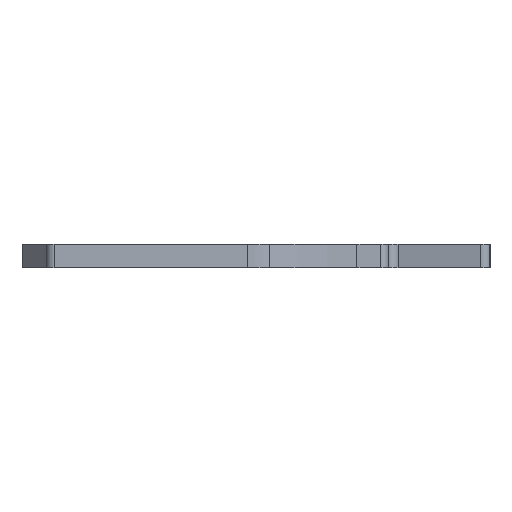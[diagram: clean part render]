
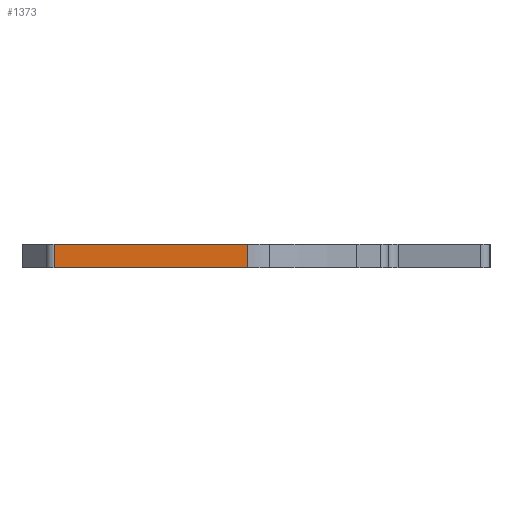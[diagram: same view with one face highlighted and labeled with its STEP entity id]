
A CAD part, left-side view. The second image highlights one B-rep face of the part: STEP entity #1373.
In plain terms, the highlighted planar face has unit normal (-1, 0, 0).
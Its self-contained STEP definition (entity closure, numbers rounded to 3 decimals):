
#476=DIRECTION('',(0.,-1.,0.));
#477=VECTOR('',#476,12.341);
#478=CARTESIAN_POINT('',(-40.,28.341,1.5));
#479=LINE('',#478,#477);
#598=DIRECTION('',(0.,0.,1.));
#599=VECTOR('',#598,1.5);
#600=CARTESIAN_POINT('',(-40.,28.341,0.));
#601=LINE('',#600,#599);
#605=DIRECTION('',(0.,-1.,0.));
#606=VECTOR('',#605,12.341);
#607=CARTESIAN_POINT('',(-40.,28.341,0.));
#608=LINE('',#607,#606);
#619=DIRECTION('',(0.,0.,-1.));
#620=VECTOR('',#619,1.5);
#621=CARTESIAN_POINT('',(-40.,16.,1.5));
#622=LINE('',#621,#620);
#842=CARTESIAN_POINT('',(-40.,28.341,0.));
#843=VERTEX_POINT('',#842);
#844=CARTESIAN_POINT('',(-40.,16.,0.));
#845=VERTEX_POINT('',#844);
#936=CARTESIAN_POINT('',(-40.,16.,1.5));
#937=VERTEX_POINT('',#936);
#962=CARTESIAN_POINT('',(-40.,28.341,1.5));
#963=VERTEX_POINT('',#962);
#1361=CARTESIAN_POINT('',(-40.,16.,0.));
#1362=DIRECTION('',(-1.,0.,0.));
#1363=DIRECTION('',(0.,1.,0.));
#1364=AXIS2_PLACEMENT_3D('',#1361,#1362,#1363);
#1365=PLANE('',#1364);
#1366=ORIENTED_EDGE('',*,*,#993,.F.);
#1367=ORIENTED_EDGE('',*,*,#1349,.T.);
#1368=ORIENTED_EDGE('',*,*,#1153,.T.);
#1370=ORIENTED_EDGE('',*,*,#1369,.T.);
#1371=EDGE_LOOP('',(#1366,#1367,#1368,#1370));
#1372=FACE_OUTER_BOUND('',#1371,.F.);
#993=EDGE_CURVE('',#843,#845,#608,.T.);
#1153=EDGE_CURVE('',#963,#937,#479,.T.);
#1349=EDGE_CURVE('',#843,#963,#601,.T.);
#1369=EDGE_CURVE('',#937,#845,#622,.T.);
#1373=ADVANCED_FACE('',(#1372),#1365,.T.);
